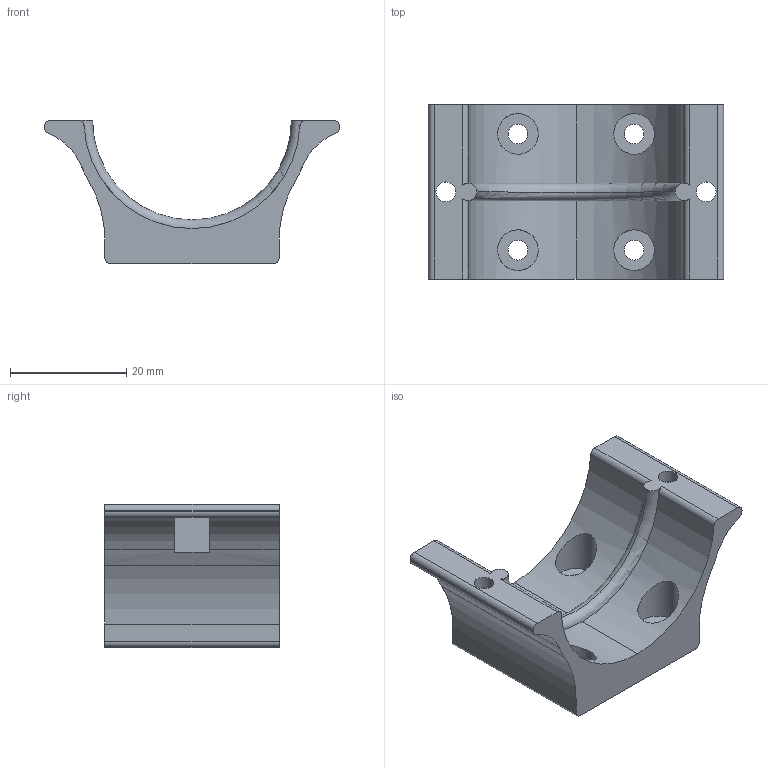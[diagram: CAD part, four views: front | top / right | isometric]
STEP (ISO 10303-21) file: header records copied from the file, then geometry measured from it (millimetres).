
FILE_DESCRIPTION (( 'STEP AP203' ), '1' );
FILE_NAME ('support_2parties_partFixed_v2.STEP', '2025-07-09T07:02:37', ( '' ), ( '' ), 'SwSTEP 2.0', 'SolidWorks 2023', '' );
FILE_SCHEMA (( 'CONFIG_CONTROL_DESIGN' ));
Length unit declared in the file: millimetre
Products named in the file (1): support_2parties_partFixed_v2
Bounding box: 50.8 x 30 x 24.62 mm (x, y, z)
Volume: 9414.7 mm3; surface area: 6094.1 mm2
Topology: 1 solids, 1 shells, 65 faces, 173 edges, 114 vertices
Faces by surface type: cylinder 42, plane 21, torus 2
Entity records: 2437 total; most frequent: CARTESIAN_POINT 657, DIRECTION 374, ORIENTED_EDGE 346, EDGE_CURVE 173, AXIS2_PLACEMENT_3D 147, VERTEX_POINT 114, EDGE_LOOP 81, CIRCLE 81
